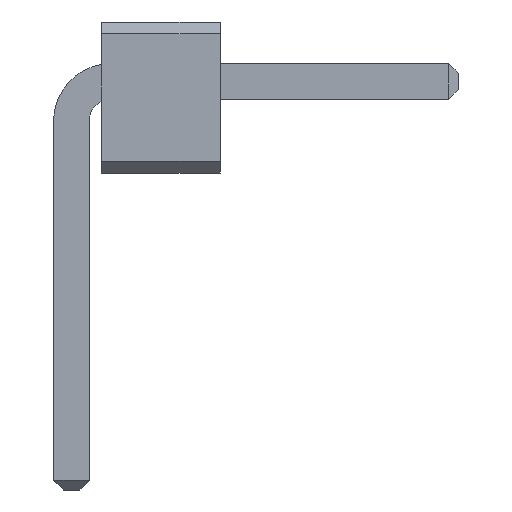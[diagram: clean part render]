
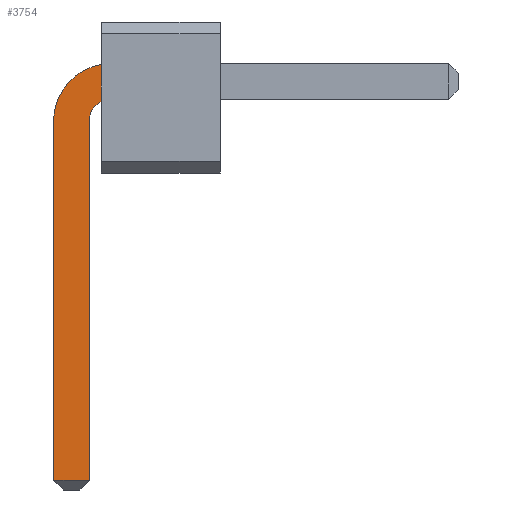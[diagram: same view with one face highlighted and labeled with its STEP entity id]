
A CAD part, front view. The second image highlights one B-rep face of the part: STEP entity #3754.
In plain terms, the highlighted planar face has unit normal (0, -1, 0).
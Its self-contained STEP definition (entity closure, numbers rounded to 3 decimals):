
#1330 = VERTEX_POINT('',#1331);
#1331 = CARTESIAN_POINT('',(0.25,-7.15,0.779));
#1339 = EDGE_CURVE('',#1330,#1340,#1342,.T.);
#1340 = VERTEX_POINT('',#1341);
#1341 = CARTESIAN_POINT('',(0.25,-7.15,0.467));
#1342 = LINE('',#1343,#1344);
#1343 = CARTESIAN_POINT('',(0.25,-7.15,0.1));
#1344 = VECTOR('',#1345,1.);
#1345 = DIRECTION('',(0.,0.,-1.));
#3669 = VERTEX_POINT('',#3670);
#3670 = CARTESIAN_POINT('',(-0.15,-7.15,0.335));
#3676 = EDGE_CURVE('',#3669,#1330,#3677,.T.);
#3677 = CIRCLE('',#3678,0.485);
#3678 = AXIS2_PLACEMENT_3D('',#3679,#3680,#3681);
#3679 = CARTESIAN_POINT('',(0.333,-7.15,0.302));
#3680 = DIRECTION('',(0.,1.,0.));
#3681 = DIRECTION('',(-0.998,0.,
0.069));
#3735 = EDGE_CURVE('',#1340,#3736,#3738,.T.);
#3736 = VERTEX_POINT('',#3737);
#3737 = CARTESIAN_POINT('',(0.15,-7.15,0.335));
#3738 = CIRCLE('',#3739,0.194);
#3739 = AXIS2_PLACEMENT_3D('',#3740,#3741,#3742);
#3740 = CARTESIAN_POINT('',(0.34,-7.15,0.295));
#3741 = DIRECTION('',(0.,-1.,0.));
#3742 = DIRECTION('',(-0.207,0.,0.978)
);
#3754 = ADVANCED_FACE('',(#3755),#3782,.F.);
#3755 = FACE_BOUND('',#3756,.F.);
#3756 = EDGE_LOOP('',(#3757,#3758,#3759,#3767,#3775,#3781));
#3757 = ORIENTED_EDGE('',*,*,#1339,.T.);
#3758 = ORIENTED_EDGE('',*,*,#3735,.T.);
#3759 = ORIENTED_EDGE('',*,*,#3760,.T.);
#3760 = EDGE_CURVE('',#3736,#3761,#3763,.T.);
#3761 = VERTEX_POINT('',#3762);
#3762 = CARTESIAN_POINT('',(0.15,-7.15,-2.72));
#3763 = LINE('',#3764,#3765);
#3764 = CARTESIAN_POINT('',(0.15,-7.15,0.335));
#3765 = VECTOR('',#3766,1.);
#3766 = DIRECTION('',(0.,0.,-1.));
#3767 = ORIENTED_EDGE('',*,*,#3768,.T.);
#3768 = EDGE_CURVE('',#3761,#3769,#3771,.T.);
#3769 = VERTEX_POINT('',#3770);
#3770 = CARTESIAN_POINT('',(-0.15,-7.15,-2.72));
#3771 = LINE('',#3772,#3773);
#3772 = CARTESIAN_POINT('',(0.15,-7.15,-2.72));
#3773 = VECTOR('',#3774,1.);
#3774 = DIRECTION('',(-1.,0.,0.));
#3775 = ORIENTED_EDGE('',*,*,#3776,.T.);
#3776 = EDGE_CURVE('',#3769,#3669,#3777,.T.);
#3777 = LINE('',#3778,#3779);
#3778 = CARTESIAN_POINT('',(-0.15,-7.15,-2.8));
#3779 = VECTOR('',#3780,1.);
#3780 = DIRECTION('',(0.,0.,1.));
#3781 = ORIENTED_EDGE('',*,*,#3676,.T.);
#3782 = PLANE('',#3783);
#3783 = AXIS2_PLACEMENT_3D('',#3784,#3785,#3786);
#3784 = CARTESIAN_POINT('',(0.841,-7.15,-0.301));
#3785 = DIRECTION('',(0.,1.,-0.));
#3786 = DIRECTION('',(0.,0.,-1.));
